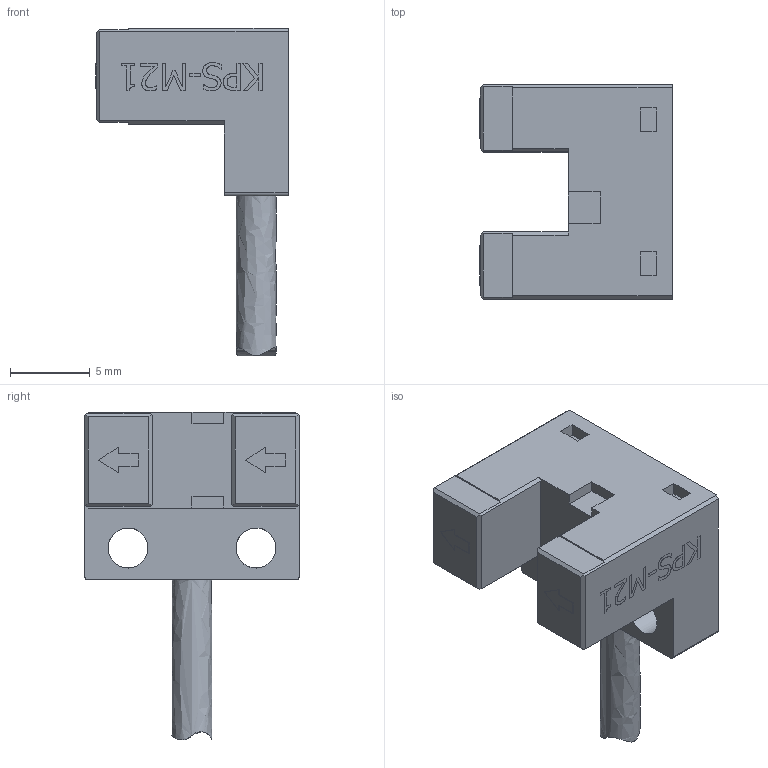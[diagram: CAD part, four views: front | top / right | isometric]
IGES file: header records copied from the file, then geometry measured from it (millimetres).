
Global section: file name: KPS-M21; native system: Autodesk Inventor 2014; preprocessor: unknown; author: KHJ; date: 20141128.144415; units: millimetre
Bounding box: 12.03 x 13.4 x 20.5 mm (x, y, z)
Volume: 1036.6 mm3; surface area: 915.6 mm2
Topology: 1 solids, 1 shells, 178 faces, 492 edges, 329 vertices
Faces by surface type: bspline 178
